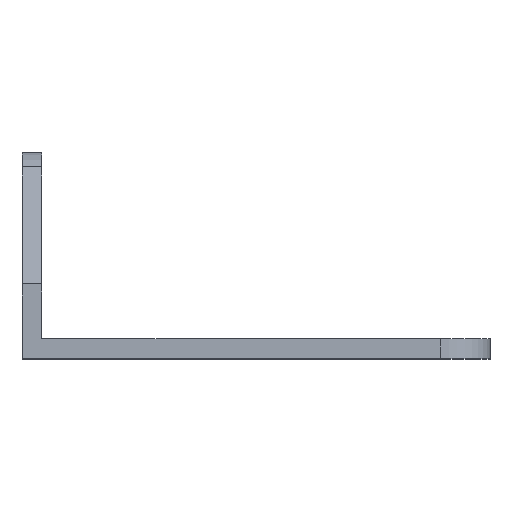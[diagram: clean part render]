
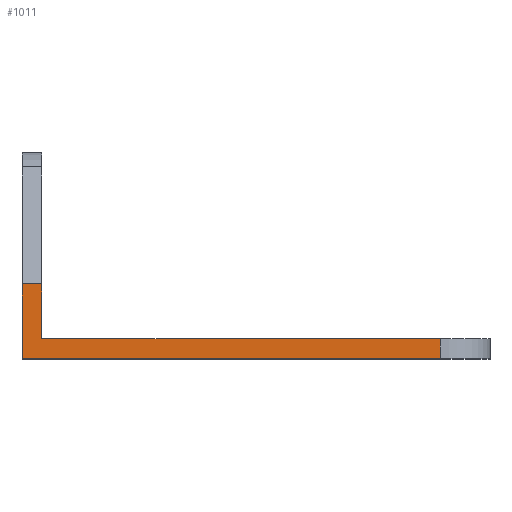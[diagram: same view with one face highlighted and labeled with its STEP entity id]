
A CAD part, top view. The second image highlights one B-rep face of the part: STEP entity #1011.
In plain terms, the highlighted planar face has unit normal (0, 0, 1).
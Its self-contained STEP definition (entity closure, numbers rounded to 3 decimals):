
#53 = DIRECTION ( 'NONE',  ( 1., 0., 0. ) ) ;
#90 = CARTESIAN_POINT ( 'NONE',  ( -45., 4., 45. ) ) ;
#137 = DIRECTION ( 'NONE',  ( 1., 0., 0. ) ) ;
#163 = LINE ( 'NONE', #1067, #1938 ) ;
#209 = VECTOR ( 'NONE', #137, 1000. ) ;
#248 = LINE ( 'NONE', #1796, #1163 ) ;
#259 = EDGE_LOOP ( 'NONE', ( #1049, #401, #881, #1240, #1389, #1124 ) ) ;
#278 = VERTEX_POINT ( 'NONE', #1773 ) ;
#284 = CARTESIAN_POINT ( 'NONE',  ( -45., 0., 45. ) ) ;
#345 = DIRECTION ( 'NONE',  ( 1., 0., 0. ) ) ;
#375 = AXIS2_PLACEMENT_3D ( 'NONE', #90, #543, #1194 ) ;
#391 = VERTEX_POINT ( 'NONE', #1027 ) ;
#401 = ORIENTED_EDGE ( 'NONE', *, *, #979, .T. ) ;
#438 = LINE ( 'NONE', #1545, #628 ) ;
#497 = LINE ( 'NONE', #1939, #889 ) ;
#543 = DIRECTION ( 'NONE',  ( 0., 0., -1. ) ) ;
#562 = EDGE_CURVE ( 'NONE', #1382, #766, #438, .T. ) ;
#628 = VECTOR ( 'NONE', #1071, 1000. ) ;
#674 = EDGE_CURVE ( 'NONE', #1382, #391, #1230, .T. ) ;
#758 = CARTESIAN_POINT ( 'NONE',  ( -49., 0., 45. ) ) ;
#766 = VERTEX_POINT ( 'NONE', #1726 ) ;
#864 = VERTEX_POINT ( 'NONE', #1440 ) ;
#881 = ORIENTED_EDGE ( 'NONE', *, *, #1493, .F. ) ;
#889 = VECTOR ( 'NONE', #345, 1000. ) ;
#914 = DIRECTION ( 'NONE',  ( 0., 1., 0. ) ) ;
#979 = EDGE_CURVE ( 'NONE', #391, #864, #248, .T. ) ;
#988 = CARTESIAN_POINT ( 'NONE',  ( -45., 4., 45. ) ) ;
#1011 = ADVANCED_FACE ( 'NONE', ( #1645 ), #1657, .F. ) ;
#1027 = CARTESIAN_POINT ( 'NONE',  ( 35., 0., 45. ) ) ;
#1049 = ORIENTED_EDGE ( 'NONE', *, *, #674, .T. ) ;
#1067 = CARTESIAN_POINT ( 'NONE',  ( -45., 4., 45. ) ) ;
#1071 = DIRECTION ( 'NONE',  ( 0., 1., 0. ) ) ;
#1124 = ORIENTED_EDGE ( 'NONE', *, *, #562, .F. ) ;
#1126 = EDGE_CURVE ( 'NONE', #278, #1718, #163, .T. ) ;
#1163 = VECTOR ( 'NONE', #1502, 1000. ) ;
#1173 = LINE ( 'NONE', #988, #1482 ) ;
#1194 = DIRECTION ( 'NONE',  ( -1., 0., 0. ) ) ;
#1230 = LINE ( 'NONE', #284, #209 ) ;
#1240 = ORIENTED_EDGE ( 'NONE', *, *, #1126, .T. ) ;
#1382 = VERTEX_POINT ( 'NONE', #758 ) ;
#1389 = ORIENTED_EDGE ( 'NONE', *, *, #1549, .F. ) ;
#1440 = CARTESIAN_POINT ( 'NONE',  ( 35., 4., 45. ) ) ;
#1482 = VECTOR ( 'NONE', #53, 1000. ) ;
#1493 = EDGE_CURVE ( 'NONE', #278, #864, #1173, .T. ) ;
#1501 = CARTESIAN_POINT ( 'NONE',  ( -45., 15., 45. ) ) ;
#1502 = DIRECTION ( 'NONE',  ( 0., 1., 0. ) ) ;
#1545 = CARTESIAN_POINT ( 'NONE',  ( -49., 0., 45. ) ) ;
#1549 = EDGE_CURVE ( 'NONE', #766, #1718, #497, .T. ) ;
#1645 = FACE_OUTER_BOUND ( 'NONE', #259, .T. ) ;
#1657 = PLANE ( 'NONE',  #375 ) ;
#1718 = VERTEX_POINT ( 'NONE', #1501 ) ;
#1726 = CARTESIAN_POINT ( 'NONE',  ( -49., 15., 45. ) ) ;
#1773 = CARTESIAN_POINT ( 'NONE',  ( -45., 4., 45. ) ) ;
#1796 = CARTESIAN_POINT ( 'NONE',  ( 35., 4., 45. ) ) ;
#1938 = VECTOR ( 'NONE', #914, 1000. ) ;
#1939 = CARTESIAN_POINT ( 'NONE',  ( -49., 15., 45. ) ) ;
